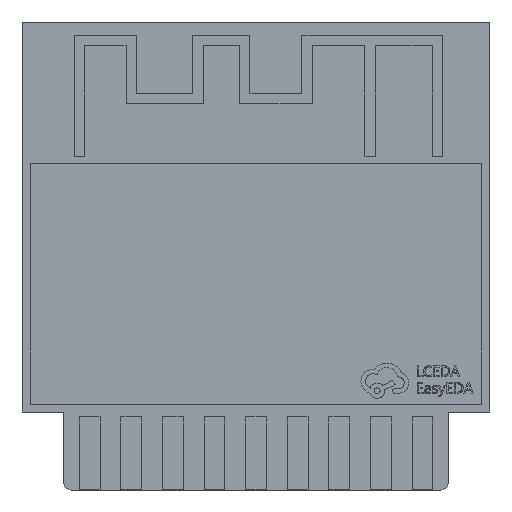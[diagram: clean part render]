
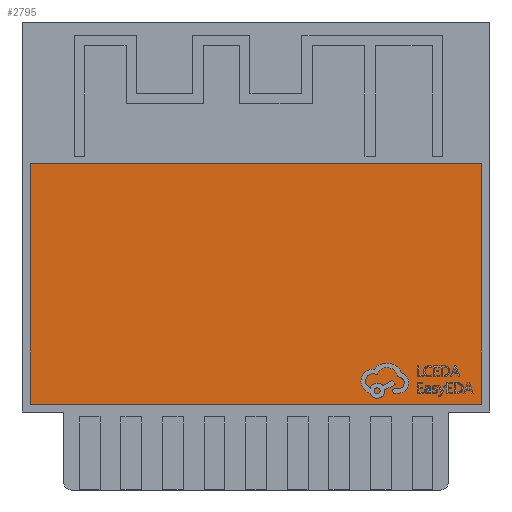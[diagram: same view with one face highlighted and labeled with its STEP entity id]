
A CAD part, front view. The second image highlights one B-rep face of the part: STEP entity #2795.
In plain terms, the highlighted planar face has unit normal (0, -1, 0).
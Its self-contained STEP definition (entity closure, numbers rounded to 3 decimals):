
#1140 = VERTEX_POINT ( 'NONE', #12394 ) ;
#1898 = LINE ( 'NONE', #7301, #11976 ) ;
#2455 = CARTESIAN_POINT ( 'NONE',  ( -8.687, -6.061, 9.762 ) ) ;
#2795 = ADVANCED_FACE ( 'NONE', ( #2978 ), #8386, .F. ) ;
#2978 = FACE_OUTER_BOUND ( 'NONE', #9791, .T. ) ;
#3101 = DIRECTION ( 'NONE',  ( 0., 0., 1. ) ) ;
#3830 = VERTEX_POINT ( 'NONE', #6949 ) ;
#4101 = ORIENTED_EDGE ( 'NONE', *, *, #14634, .T. ) ;
#5332 = CARTESIAN_POINT ( 'NONE',  ( -8.687, -6.061, 9.762 ) ) ;
#5807 = CARTESIAN_POINT ( 'NONE',  ( 0., -6.061, 7.698 ) ) ;
#5937 = ORIENTED_EDGE ( 'NONE', *, *, #6800, .T. ) ;
#6446 = VECTOR ( 'NONE', #17347, 1000. ) ;
#6699 = LINE ( 'NONE', #12058, #6446 ) ;
#6800 = EDGE_CURVE ( 'NONE', #15309, #1140, #6699, .T. ) ;
#6949 = CARTESIAN_POINT ( 'NONE',  ( 8.687, -6.061, 0.499 ) ) ;
#7301 = CARTESIAN_POINT ( 'NONE',  ( -8.687, -6.061, 0.499 ) ) ;
#7884 = DIRECTION ( 'NONE',  ( -1., 0., 0. ) ) ;
#8128 = VERTEX_POINT ( 'NONE', #17160 ) ;
#8386 = PLANE ( 'NONE',  #16311 ) ;
#8495 = ORIENTED_EDGE ( 'NONE', *, *, #12362, .T. ) ;
#9791 = EDGE_LOOP ( 'NONE', ( #4101, #9805, #5937, #8495 ) ) ;
#9805 = ORIENTED_EDGE ( 'NONE', *, *, #14777, .T. ) ;
#9824 = LINE ( 'NONE', #15158, #13905 ) ;
#10532 = LINE ( 'NONE', #2455, #17232 ) ;
#11204 = DIRECTION ( 'NONE',  ( 0., 1., 0. ) ) ;
#11976 = VECTOR ( 'NONE', #12658, 1000. ) ;
#12058 = CARTESIAN_POINT ( 'NONE',  ( -8.687, -6.061, 0.499 ) ) ;
#12362 = EDGE_CURVE ( 'NONE', #1140, #3830, #1898, .T. ) ;
#12394 = CARTESIAN_POINT ( 'NONE',  ( -8.687, -6.061, 0.499 ) ) ;
#12658 = DIRECTION ( 'NONE',  ( 1., 0., 0. ) ) ;
#13905 = VECTOR ( 'NONE', #3101, 1000. ) ;
#14634 = EDGE_CURVE ( 'NONE', #3830, #8128, #9824, .T. ) ;
#14777 = EDGE_CURVE ( 'NONE', #8128, #15309, #10532, .T. ) ;
#15158 = CARTESIAN_POINT ( 'NONE',  ( 8.687, -6.061, 0.499 ) ) ;
#15309 = VERTEX_POINT ( 'NONE', #5332 ) ;
#16311 = AXIS2_PLACEMENT_3D ( 'NONE', #5807, #11204, #16484 ) ;
#16484 = DIRECTION ( 'NONE',  ( -1., 0., 0. ) ) ;
#17160 = CARTESIAN_POINT ( 'NONE',  ( 8.687, -6.061, 9.762 ) ) ;
#17232 = VECTOR ( 'NONE', #7884, 1000. ) ;
#17347 = DIRECTION ( 'NONE',  ( 0., 0., -1. ) ) ;
